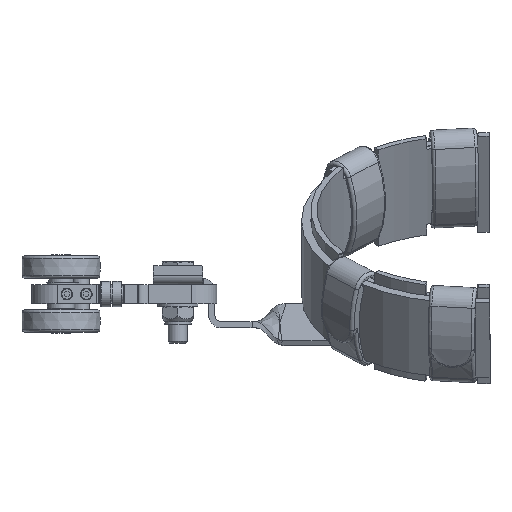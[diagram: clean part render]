
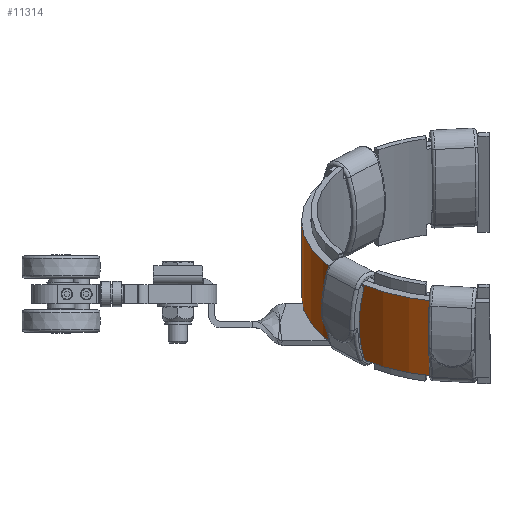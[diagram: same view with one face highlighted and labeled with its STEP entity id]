
A CAD part, left-side view. The second image highlights one B-rep face of the part: STEP entity #11314.
In plain terms, the highlighted cylindrical face has radius 84.138 mm (diameter 168.275 mm), a partial arc.
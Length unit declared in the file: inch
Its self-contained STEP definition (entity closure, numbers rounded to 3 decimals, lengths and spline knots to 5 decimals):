
#1943=FACE_OUTER_BOUND('',#2654,.T.);
#2654=EDGE_LOOP('',(#10218,#10219,#10220,#10221));
#3212=LINE('',#26116,#3741);
#3222=LINE('',#26137,#3751);
#3741=VECTOR('',#15941,0.3937);
#3751=VECTOR('',#15957,0.3937);
#4449=CIRCLE('',#12924,3.3125);
#4451=CIRCLE('',#12928,3.3125);
#5552=VERTEX_POINT('',#26113);
#5553=VERTEX_POINT('',#26115);
#5560=VERTEX_POINT('',#26134);
#5561=VERTEX_POINT('',#26136);
#7115=EDGE_CURVE('',#5553,#5552,#3212,.T.);
#7125=EDGE_CURVE('',#5561,#5560,#3222,.T.);
#7134=EDGE_CURVE('',#5561,#5552,#4449,.T.);
#7136=EDGE_CURVE('',#5560,#5553,#4451,.T.);
#10218=ORIENTED_EDGE('',*,*,#7115,.T.);
#10219=ORIENTED_EDGE('',*,*,#7134,.F.);
#10220=ORIENTED_EDGE('',*,*,#7125,.T.);
#10221=ORIENTED_EDGE('',*,*,#7136,.T.);
#10797=CYLINDRICAL_SURFACE('',#12927,3.3125);
#11314=ADVANCED_FACE('',(#1943),#10797,.T.);
#12924=AXIS2_PLACEMENT_3D('',#26153,#15973,#15974);
#12927=AXIS2_PLACEMENT_3D('',#26156,#15979,#15980);
#12928=AXIS2_PLACEMENT_3D('',#26157,#15981,#15982);
#15941=DIRECTION('',(-1.,0.,0.));
#15957=DIRECTION('',(1.,0.,0.));
#15973=DIRECTION('center_axis',(-1.,0.,0.));
#15974=DIRECTION('ref_axis',(0.,-1.,0.));
#15979=DIRECTION('center_axis',(1.,0.,0.));
#15980=DIRECTION('ref_axis',(0.,1.,0.));
#15981=DIRECTION('center_axis',(-1.,0.,0.));
#15982=DIRECTION('ref_axis',(0.,-1.,0.));
#26113=CARTESIAN_POINT('',(0.,0.,-3.3125));
#26115=CARTESIAN_POINT('',(1.75,0.,-3.3125));
#26116=CARTESIAN_POINT('',(0.,0.,-3.3125));
#26134=CARTESIAN_POINT('',(1.75,0.,3.3125));
#26136=CARTESIAN_POINT('',(0.,0.,3.3125));
#26137=CARTESIAN_POINT('',(0.,0.,3.3125));
#26153=CARTESIAN_POINT('Origin',(0.,0.,0.));
#26156=CARTESIAN_POINT('Origin',(0.,0.,0.));
#26157=CARTESIAN_POINT('Origin',(1.75,0.,0.));
